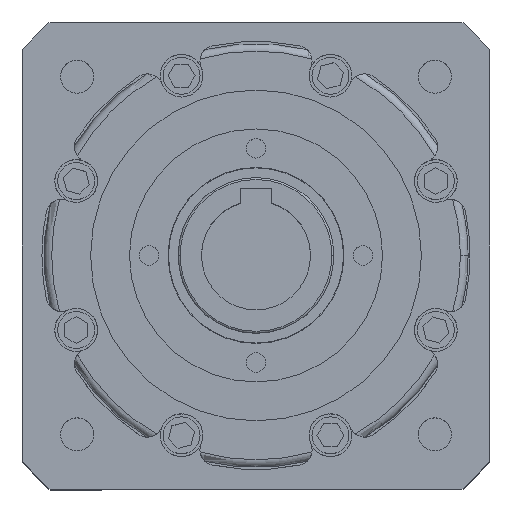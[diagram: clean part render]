
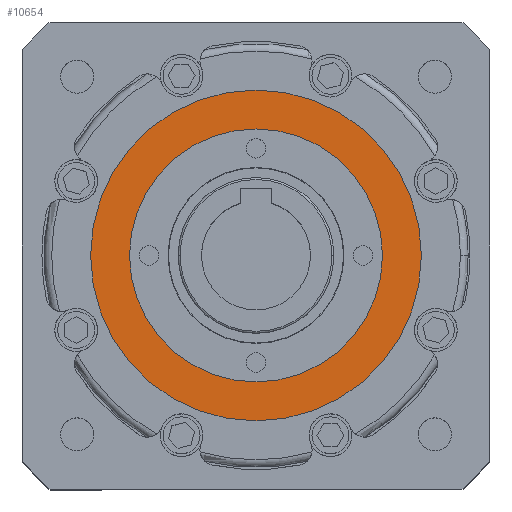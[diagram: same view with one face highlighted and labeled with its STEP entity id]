
A CAD part, top view. The second image highlights one B-rep face of the part: STEP entity #10654.
In plain terms, the highlighted planar face has unit normal (0, 0, 1).
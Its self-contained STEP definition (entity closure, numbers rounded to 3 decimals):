
#177 = AXIS2_PLACEMENT_3D ( 'NONE', #5832, #262, #6765 ) ;
#262 = DIRECTION ( 'NONE',  ( 0., 0., 1. ) ) ;
#966 = VERTEX_POINT ( 'NONE', #10349 ) ;
#1709 = ORIENTED_EDGE ( 'NONE', *, *, #8226, .T. ) ;
#2104 = PLANE ( 'NONE',  #177 ) ;
#2142 = VERTEX_POINT ( 'NONE', #4728 ) ;
#2449 = EDGE_CURVE ( 'NONE', #3648, #7301, #4669, .T. ) ;
#2744 = CARTESIAN_POINT ( 'NONE',  ( 0., 0., 125.9 ) ) ;
#2801 = AXIS2_PLACEMENT_3D ( 'NONE', #2744, #9101, #3695 ) ;
#2831 = DIRECTION ( 'NONE',  ( 0., 0., 1. ) ) ;
#3648 = VERTEX_POINT ( 'NONE', #10197 ) ;
#3695 = DIRECTION ( 'NONE',  ( 1., 0., 0. ) ) ;
#4613 = DIRECTION ( 'NONE',  ( 1., 0., 0. ) ) ;
#4651 = DIRECTION ( 'NONE',  ( 0., 0., 1. ) ) ;
#4656 = CIRCLE ( 'NONE', #2801, 42.5 ) ;
#4669 = CIRCLE ( 'NONE', #7883, 42.5 ) ;
#4686 = CARTESIAN_POINT ( 'NONE',  ( 0., 0., 125.9 ) ) ;
#4728 = CARTESIAN_POINT ( 'NONE',  ( 32.5, 0., 125.9 ) ) ;
#5542 = DIRECTION ( 'NONE',  ( 0., 0., 1. ) ) ;
#5832 = CARTESIAN_POINT ( 'NONE',  ( 0., 0., 125.9 ) ) ;
#6210 = ORIENTED_EDGE ( 'NONE', *, *, #2449, .T. ) ;
#6300 = ORIENTED_EDGE ( 'NONE', *, *, #8262, .F. ) ;
#6765 = DIRECTION ( 'NONE',  ( 1., 0., 0. ) ) ;
#7043 = FACE_OUTER_BOUND ( 'NONE', #11061, .T. ) ;
#7077 = CIRCLE ( 'NONE', #7286, 32.5 ) ;
#7135 = AXIS2_PLACEMENT_3D ( 'NONE', #8292, #2831, #9172 ) ;
#7286 = AXIS2_PLACEMENT_3D ( 'NONE', #10881, #5542, #11773 ) ;
#7301 = VERTEX_POINT ( 'NONE', #8078 ) ;
#7883 = AXIS2_PLACEMENT_3D ( 'NONE', #4686, #4651, #4613 ) ;
#8078 = CARTESIAN_POINT ( 'NONE',  ( 42.5, 0., 125.9 ) ) ;
#8226 = EDGE_CURVE ( 'NONE', #7301, #3648, #4656, .T. ) ;
#8262 = EDGE_CURVE ( 'NONE', #966, #2142, #10362, .T. ) ;
#8292 = CARTESIAN_POINT ( 'NONE',  ( 0., 0., 125.9 ) ) ;
#8843 = EDGE_CURVE ( 'NONE', #2142, #966, #7077, .T. ) ;
#9101 = DIRECTION ( 'NONE',  ( 0., 0., 1. ) ) ;
#9172 = DIRECTION ( 'NONE',  ( 1., 0., 0. ) ) ;
#9924 = FACE_BOUND ( 'NONE', #10683, .T. ) ;
#10197 = CARTESIAN_POINT ( 'NONE',  ( -42.5, 0., 125.9 ) ) ;
#10349 = CARTESIAN_POINT ( 'NONE',  ( -32.5, 0., 125.9 ) ) ;
#10362 = CIRCLE ( 'NONE', #7135, 32.5 ) ;
#10654 = ADVANCED_FACE ( 'NONE', ( #9924, #7043 ), #2104, .T. ) ;
#10683 = EDGE_LOOP ( 'NONE', ( #10770, #6300 ) ) ;
#10770 = ORIENTED_EDGE ( 'NONE', *, *, #8843, .F. ) ;
#10881 = CARTESIAN_POINT ( 'NONE',  ( 0., 0., 125.9 ) ) ;
#11061 = EDGE_LOOP ( 'NONE', ( #1709, #6210 ) ) ;
#11773 = DIRECTION ( 'NONE',  ( 1., 0., 0. ) ) ;
